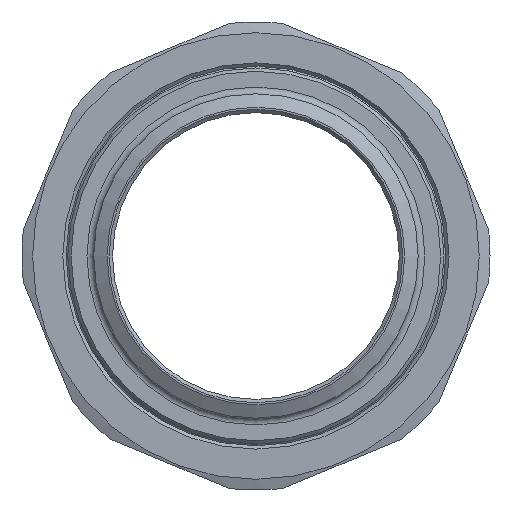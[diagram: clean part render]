
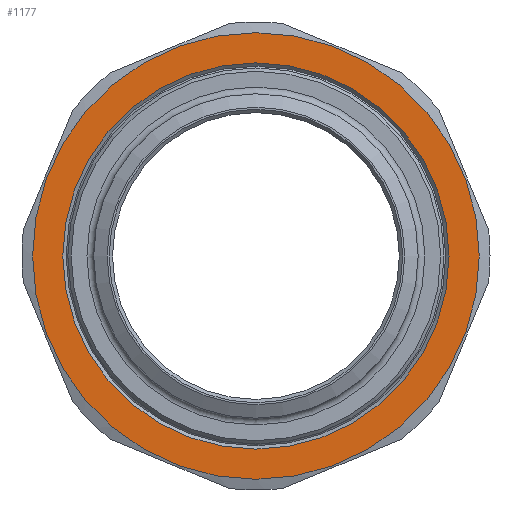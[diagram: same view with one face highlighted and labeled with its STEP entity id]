
A CAD part, left-side view. The second image highlights one B-rep face of the part: STEP entity #1177.
In plain terms, the highlighted planar face has unit normal (-1, 0, 0).
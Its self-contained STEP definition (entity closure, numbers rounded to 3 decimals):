
#47=FACE_BOUND('',#217,.T.);
#105=PLANE('',#1347);
#142=FACE_OUTER_BOUND('',#216,.T.);
#216=EDGE_LOOP('',(#890));
#217=EDGE_LOOP('',(#891));
#410=CIRCLE('',#1334,33.25);
#412=CIRCLE('',#1342,28.75);
#528=VERTEX_POINT('',#1998);
#530=VERTEX_POINT('',#2052);
#647=EDGE_CURVE('',#528,#528,#410,.T.);
#664=EDGE_CURVE('',#530,#530,#412,.T.);
#890=ORIENTED_EDGE('',*,*,#647,.T.);
#891=ORIENTED_EDGE('',*,*,#664,.F.);
#1177=ADVANCED_FACE('',(#142,#47),#105,.F.);
#1334=AXIS2_PLACEMENT_3D('',#2000,#1566,#1567);
#1342=AXIS2_PLACEMENT_3D('',#2053,#1583,#1584);
#1347=AXIS2_PLACEMENT_3D('',#2063,#1595,#1596);
#1566=DIRECTION('center_axis',(-1.,0.,0.));
#1567=DIRECTION('ref_axis',(0.,1.,0.));
#1583=DIRECTION('center_axis',(-1.,0.,0.));
#1584=DIRECTION('ref_axis',(0.,-1.,0.));
#1595=DIRECTION('center_axis',(1.,0.,0.));
#1596=DIRECTION('ref_axis',(0.,0.,-1.));
#1998=CARTESIAN_POINT('',(-20.,-33.25,0.));
#2000=CARTESIAN_POINT('Origin',(-20.,0.,0.));
#2052=CARTESIAN_POINT('',(-20.,28.75,0.));
#2053=CARTESIAN_POINT('Origin',(-20.,0.,0.));
#2063=CARTESIAN_POINT('Origin',(-20.,0.,0.));
